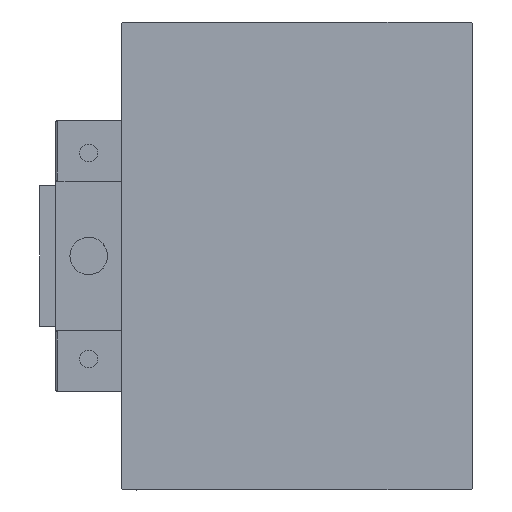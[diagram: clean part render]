
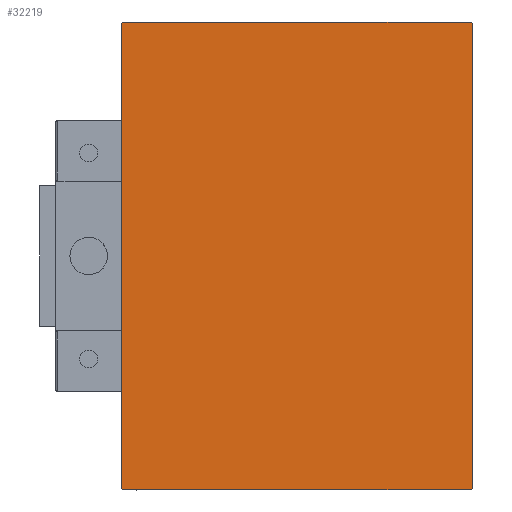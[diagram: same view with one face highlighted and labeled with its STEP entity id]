
A CAD part, left-side view. The second image highlights one B-rep face of the part: STEP entity #32219.
In plain terms, the highlighted face is planar.
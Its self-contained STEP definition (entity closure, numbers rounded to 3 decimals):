
#1408 = CARTESIAN_POINT ( 'NONE',  ( 123., 43.6, -43.6 ) ) ;
#3204 = VECTOR ( 'NONE', #17278, 1000. ) ;
#3249 = EDGE_LOOP ( 'NONE', ( #25688, #25484, #33679, #49462, #48736, #32876, #23169, #4246 ) ) ;
#4241 = DIRECTION ( 'NONE',  ( 0., 0., -1. ) ) ;
#4246 = ORIENTED_EDGE ( 'NONE', *, *, #30665, .T. ) ;
#4391 = VERTEX_POINT ( 'NONE', #41079 ) ;
#4668 = LINE ( 'NONE', #46721, #34241 ) ;
#4851 = EDGE_CURVE ( 'NONE', #44779, #4391, #30285, .T. ) ;
#5241 = PLANE ( 'NONE',  #9056 ) ;
#5931 = CARTESIAN_POINT ( 'NONE',  ( 123., -37.5, -50. ) ) ;
#5964 = DIRECTION ( 'NONE',  ( 0., -0.707, 0.707 ) ) ;
#6221 = LINE ( 'NONE', #1408, #43876 ) ;
#7085 = CARTESIAN_POINT ( 'NONE',  ( 123., 37.5, 50. ) ) ;
#8917 = EDGE_CURVE ( 'NONE', #4391, #40815, #31380, .T. ) ;
#9056 = AXIS2_PLACEMENT_3D ( 'NONE', #27298, #23493, #4241 ) ;
#9261 = VECTOR ( 'NONE', #5964, 1000. ) ;
#11718 = LINE ( 'NONE', #42866, #29830 ) ;
#12116 = LINE ( 'NONE', #35942, #32536 ) ;
#14843 = CARTESIAN_POINT ( 'NONE',  ( 123., -37.2, -50. ) ) ;
#17278 = DIRECTION ( 'NONE',  ( 0., 0., -1. ) ) ;
#18396 = VERTEX_POINT ( 'NONE', #22606 ) ;
#19174 = VERTEX_POINT ( 'NONE', #47226 ) ;
#21415 = CARTESIAN_POINT ( 'NONE',  ( 123., 43.6, 43.6 ) ) ;
#21557 = CARTESIAN_POINT ( 'NONE',  ( 123., -37.5, 50. ) ) ;
#21625 = LINE ( 'NONE', #5931, #38175 ) ;
#22606 = CARTESIAN_POINT ( 'NONE',  ( 123., 37.5, -49.7 ) ) ;
#23169 = ORIENTED_EDGE ( 'NONE', *, *, #38056, .T. ) ;
#23493 = DIRECTION ( 'NONE',  ( 1., 0., 0. ) ) ;
#25484 = ORIENTED_EDGE ( 'NONE', *, *, #29586, .T. ) ;
#25688 = ORIENTED_EDGE ( 'NONE', *, *, #31647, .T. ) ;
#26943 = DIRECTION ( 'NONE',  ( 0., -0.707, -0.707 ) ) ;
#27298 = CARTESIAN_POINT ( 'NONE',  ( 123., 0., 0. ) ) ;
#29013 = EDGE_CURVE ( 'NONE', #18396, #44779, #12116, .T. ) ;
#29586 = EDGE_CURVE ( 'NONE', #35290, #18396, #6221, .T. ) ;
#29830 = VECTOR ( 'NONE', #26943, 1000. ) ;
#30285 = LINE ( 'NONE', #21415, #9261 ) ;
#30665 = EDGE_CURVE ( 'NONE', #38862, #37532, #4668, .T. ) ;
#31380 = LINE ( 'NONE', #7085, #35990 ) ;
#31647 = EDGE_CURVE ( 'NONE', #37532, #35290, #21625, .T. ) ;
#32219 = ADVANCED_FACE ( 'NONE', ( #39957 ), #5241, .T. ) ;
#32536 = VECTOR ( 'NONE', #35691, 1000. ) ;
#32583 = DIRECTION ( 'NONE',  ( 0., 0.707, 0.707 ) ) ;
#32734 = CARTESIAN_POINT ( 'NONE',  ( 123., -37.5, -49.7 ) ) ;
#32876 = ORIENTED_EDGE ( 'NONE', *, *, #35604, .T. ) ;
#33679 = ORIENTED_EDGE ( 'NONE', *, *, #29013, .T. ) ;
#34241 = VECTOR ( 'NONE', #35830, 1000. ) ;
#35290 = VERTEX_POINT ( 'NONE', #49565 ) ;
#35604 = EDGE_CURVE ( 'NONE', #40815, #19174, #11718, .T. ) ;
#35691 = DIRECTION ( 'NONE',  ( 0., 0., 1. ) ) ;
#35830 = DIRECTION ( 'NONE',  ( 0., 0.707, -0.707 ) ) ;
#35942 = CARTESIAN_POINT ( 'NONE',  ( 123., 37.5, -50. ) ) ;
#35990 = VECTOR ( 'NONE', #41774, 1000. ) ;
#36829 = DIRECTION ( 'NONE',  ( 0., 1., 0. ) ) ;
#37532 = VERTEX_POINT ( 'NONE', #14843 ) ;
#38056 = EDGE_CURVE ( 'NONE', #19174, #38862, #48168, .T. ) ;
#38175 = VECTOR ( 'NONE', #36829, 1000. ) ;
#38862 = VERTEX_POINT ( 'NONE', #32734 ) ;
#39401 = CARTESIAN_POINT ( 'NONE',  ( 123., 37.5, 49.7 ) ) ;
#39957 = FACE_OUTER_BOUND ( 'NONE', #3249, .T. ) ;
#40815 = VERTEX_POINT ( 'NONE', #48027 ) ;
#41079 = CARTESIAN_POINT ( 'NONE',  ( 123., 37.2, 50. ) ) ;
#41774 = DIRECTION ( 'NONE',  ( 0., -1., 0. ) ) ;
#42866 = CARTESIAN_POINT ( 'NONE',  ( 123., -43.6, 43.6 ) ) ;
#43876 = VECTOR ( 'NONE', #32583, 1000. ) ;
#44779 = VERTEX_POINT ( 'NONE', #39401 ) ;
#46721 = CARTESIAN_POINT ( 'NONE',  ( 123., -43.6, -43.6 ) ) ;
#47226 = CARTESIAN_POINT ( 'NONE',  ( 123., -37.5, 49.7 ) ) ;
#48027 = CARTESIAN_POINT ( 'NONE',  ( 123., -37.2, 50. ) ) ;
#48168 = LINE ( 'NONE', #21557, #3204 ) ;
#48736 = ORIENTED_EDGE ( 'NONE', *, *, #8917, .T. ) ;
#49462 = ORIENTED_EDGE ( 'NONE', *, *, #4851, .T. ) ;
#49565 = CARTESIAN_POINT ( 'NONE',  ( 123., 37.2, -50. ) ) ;
